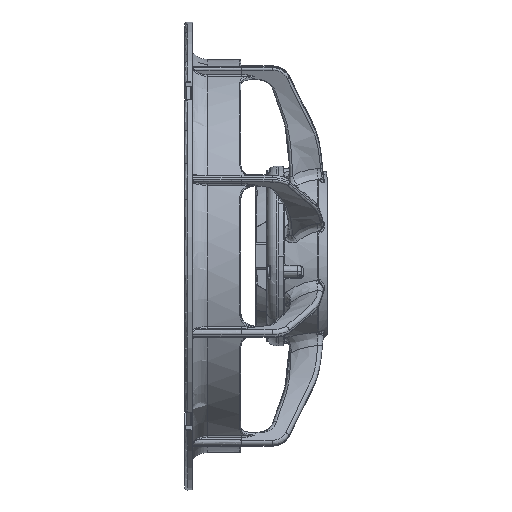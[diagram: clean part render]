
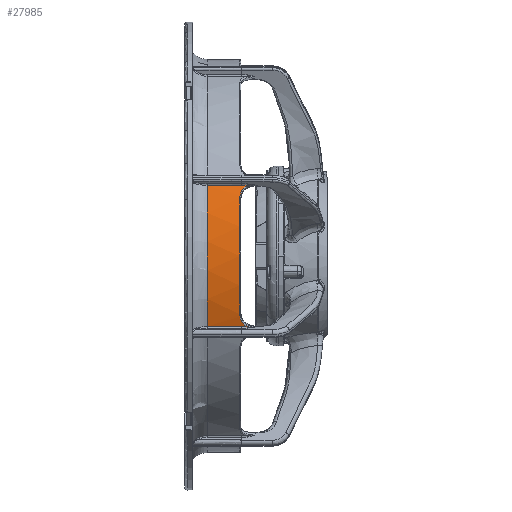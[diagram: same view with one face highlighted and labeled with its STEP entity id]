
A CAD part, left-side view. The second image highlights one B-rep face of the part: STEP entity #27985.
In plain terms, the highlighted cylindrical face has radius 104.925 mm (diameter 209.85 mm), a partial arc.
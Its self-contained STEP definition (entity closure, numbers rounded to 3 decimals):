
#2012 = CARTESIAN_POINT ( 'NONE',  ( -97.931, 5.582, -37.668 ) ) ;
#3532 = DIRECTION ( 'NONE',  ( 0., 0., -1. ) ) ;
#4873 = DIRECTION ( 'NONE',  ( 0., 1., 0. ) ) ;
#19177 = CARTESIAN_POINT ( 'NONE',  ( -97.923, 6.538, 37.687 ) ) ;
#21968 = CARTESIAN_POINT ( 'NONE',  ( -97.931, 5.582, -37.668 ) ) ;
#22569 = DIRECTION ( 'NONE',  ( 0., -1., 0. ) ) ;
#27985 = ADVANCED_FACE ( 'NONE', ( #182123 ), #98022, .T. ) ;
#30670 = CARTESIAN_POINT ( 'NONE',  ( -99.37, 9.015, -33.696 ) ) ;
#31709 = EDGE_CURVE ( 'NONE', #138581, #129573, #78667, .T. ) ;
#32608 = CARTESIAN_POINT ( 'NONE',  ( -99.372, 9.006, 33.689 ) ) ;
#33034 = CARTESIAN_POINT ( 'NONE',  ( -97.924, 8.6, 37.685 ) ) ;
#34062 = ORIENTED_EDGE ( 'NONE', *, *, #128127, .T. ) ;
#35927 = VECTOR ( 'NONE', #148872, 1000. ) ;
#36037 = CARTESIAN_POINT ( 'NONE',  ( 0., 9.45, 0. ) ) ;
#36695 = CARTESIAN_POINT ( 'NONE',  ( -97.923, 5.506, 37.687 ) ) ;
#38412 = CARTESIAN_POINT ( 'NONE',  ( -100.21, 9.45, -31.1 ) ) ;
#38596 = CARTESIAN_POINT ( 'NONE',  ( -97.923, 5.506, 37.687 ) ) ;
#39441 = CARTESIAN_POINT ( 'NONE',  ( -100.224, 9.45, 31.054 ) ) ;
#39835 = DIRECTION ( 'NONE',  ( 0., -1., 0. ) ) ;
#41034 = CARTESIAN_POINT ( 'NONE',  ( -97.924, 14.683, 37.685 ) ) ;
#43536 = EDGE_CURVE ( 'NONE', #50395, #163379, #167699, .T. ) ;
#45570 = CIRCLE ( 'NONE', #107702, 104.925 ) ;
#45835 = CARTESIAN_POINT ( 'NONE',  ( -100.21, 9.45, -31.1 ) ) ;
#48261 = EDGE_CURVE ( 'NONE', #119274, #138581, #174376, .T. ) ;
#50395 = VERTEX_POINT ( 'NONE', #38412 ) ;
#56367 = DIRECTION ( 'NONE',  ( 0., 0., -1. ) ) ;
#56396 = AXIS2_PLACEMENT_3D ( 'NONE', #73641, #39835, #56367 ) ;
#60369 = CARTESIAN_POINT ( 'NONE',  ( -98.062, 6.174, -37.327 ) ) ;
#64082 = CARTESIAN_POINT ( 'NONE',  ( -97.924, 7.569, 37.686 ) ) ;
#68725 = EDGE_CURVE ( 'NONE', #129573, #50395, #170966, .T. ) ;
#72888 = EDGE_CURVE ( 'NONE', #163379, #185234, #119719, .T. ) ;
#73641 = CARTESIAN_POINT ( 'NONE',  ( 0., 16.114, 0. ) ) ;
#74195 = EDGE_CURVE ( 'NONE', #198740, #119274, #45570, .T. ) ;
#75296 = EDGE_CURVE ( 'NONE', #185234, #186275, #156914, .T. ) ;
#78311 = CARTESIAN_POINT ( 'NONE',  ( -98.216, 6.71, -36.921 ) ) ;
#78667 = B_SPLINE_CURVE_WITH_KNOTS ( 'NONE', 3,
 ( #186689, #109293, #110662, #2012 ),
 .UNSPECIFIED., .F., .F.,
 ( 4, 4 ),
 ( 0., 1. ),
 .UNSPECIFIED. ) ;
#78862 = CARTESIAN_POINT ( 'NONE',  ( -99.803, 9.362, 32.39 ) ) ;
#81990 = CARTESIAN_POINT ( 'NONE',  ( -97.923, 5.506, 37.687 ) ) ;
#88910 = CARTESIAN_POINT ( 'NONE',  ( -97.924, 26.85, 37.685 ) ) ;
#89531 = CARTESIAN_POINT ( 'NONE',  ( -97.924, 26.85, 37.685 ) ) ;
#94770 = CARTESIAN_POINT ( 'NONE',  ( -98.56, 7.636, 35.993 ) ) ;
#98022 = CYLINDRICAL_SURFACE ( 'NONE', #56396, 104.925 ) ;
#104627 = ORIENTED_EDGE ( 'NONE', *, *, #74195, .T. ) ;
#106693 = ORIENTED_EDGE ( 'NONE', *, *, #48261, .T. ) ;
#107702 = AXIS2_PLACEMENT_3D ( 'NONE', #134579, #22569, #165662 ) ;
#109293 = CARTESIAN_POINT ( 'NONE',  ( -97.932, 7.593, -37.665 ) ) ;
#109787 = ORIENTED_EDGE ( 'NONE', *, *, #75296, .T. ) ;
#110662 = CARTESIAN_POINT ( 'NONE',  ( -97.931, 6.587, -37.666 ) ) ;
#110773 = CARTESIAN_POINT ( 'NONE',  ( -98.208, 6.656, 36.942 ) ) ;
#119274 = VERTEX_POINT ( 'NONE', #166303 ) ;
#119719 = B_SPLINE_CURVE_WITH_KNOTS ( 'NONE', 3,
 ( #188842, #173644, #78862, #32608, #128054, #189522, #94770, #110773, #142590, #36695 ),
 .UNSPECIFIED., .F., .F.,
 ( 4, 2, 2, 2, 4 ),
 ( 0., 0.25, 0.5, 0.75, 1. ),
 .UNSPECIFIED. ) ;
#124766 = CARTESIAN_POINT ( 'NONE',  ( -100.004, 9.45, -31.765 ) ) ;
#125439 = CARTESIAN_POINT ( 'NONE',  ( -97.931, 5.582, -37.668 ) ) ;
#128054 = CARTESIAN_POINT ( 'NONE',  ( -99.161, 8.745, 34.303 ) ) ;
#128127 = EDGE_CURVE ( 'NONE', #186275, #198740, #131791, .T. ) ;
#129573 = VERTEX_POINT ( 'NONE', #21968 ) ;
#131791 = B_SPLINE_CURVE_WITH_KNOTS ( 'NONE', 3,
 ( #199478, #41034, #135334, #88910 ),
 .UNSPECIFIED., .F., .F.,
 ( 4, 4 ),
 ( 0., 1. ),
 .UNSPECIFIED. ) ;
#134579 = CARTESIAN_POINT ( 'NONE',  ( 0., 26.85, 0. ) ) ;
#135334 = CARTESIAN_POINT ( 'NONE',  ( -97.924, 20.767, 37.685 ) ) ;
#138581 = VERTEX_POINT ( 'NONE', #152543 ) ;
#140664 = CARTESIAN_POINT ( 'NONE',  ( -98.756, 8.082, -35.453 ) ) ;
#142590 = CARTESIAN_POINT ( 'NONE',  ( -98.053, 6.11, 37.348 ) ) ;
#148872 = DIRECTION ( 'NONE',  ( 0., -1., 0. ) ) ;
#152543 = CARTESIAN_POINT ( 'NONE',  ( -97.932, 8.598, -37.664 ) ) ;
#155856 = CARTESIAN_POINT ( 'NONE',  ( -98.566, 7.672, -35.977 ) ) ;
#156541 = CARTESIAN_POINT ( 'NONE',  ( -99.161, 8.759, -34.304 ) ) ;
#156914 = B_SPLINE_CURVE_WITH_KNOTS ( 'NONE', 3,
 ( #81990, #19177, #64082, #33034 ),
 .UNSPECIFIED., .F., .F.,
 ( 4, 4 ),
 ( 0., 1. ),
 .UNSPECIFIED. ) ;
#161428 = ORIENTED_EDGE ( 'NONE', *, *, #31709, .T. ) ;
#161585 = ORIENTED_EDGE ( 'NONE', *, *, #43536, .T. ) ;
#163379 = VERTEX_POINT ( 'NONE', #39441 ) ;
#165662 = DIRECTION ( 'NONE',  ( 0., 0., -1. ) ) ;
#166303 = CARTESIAN_POINT ( 'NONE',  ( -97.932, 26.85, -37.664 ) ) ;
#167699 = CIRCLE ( 'NONE', #196645, 104.925 ) ;
#170966 = B_SPLINE_CURVE_WITH_KNOTS ( 'NONE', 3,
 ( #125439, #60369, #78311, #155856, #140664, #156541, #30670, #187610, #124766, #45835 ),
 .UNSPECIFIED., .F., .F.,
 ( 4, 2, 2, 2, 4 ),
 ( 0., 0.25, 0.5, 0.75, 1. ),
 .UNSPECIFIED. ) ;
#173644 = CARTESIAN_POINT ( 'NONE',  ( -100.015, 9.45, 31.729 ) ) ;
#174376 = LINE ( 'NONE', #176554, #35927 ) ;
#176554 = CARTESIAN_POINT ( 'NONE',  ( -97.932, 16.114, -37.664 ) ) ;
#181226 = EDGE_LOOP ( 'NONE', ( #109787, #34062, #104627, #106693, #161428, #185864, #161585, #191335 ) ) ;
#182123 = FACE_OUTER_BOUND ( 'NONE', #181226, .T. ) ;
#185234 = VERTEX_POINT ( 'NONE', #38596 ) ;
#185864 = ORIENTED_EDGE ( 'NONE', *, *, #68725, .T. ) ;
#186275 = VERTEX_POINT ( 'NONE', #202359 ) ;
#186689 = CARTESIAN_POINT ( 'NONE',  ( -97.932, 8.598, -37.664 ) ) ;
#187610 = CARTESIAN_POINT ( 'NONE',  ( -99.794, 9.363, -32.417 ) ) ;
#188842 = CARTESIAN_POINT ( 'NONE',  ( -100.224, 9.45, 31.054 ) ) ;
#189522 = CARTESIAN_POINT ( 'NONE',  ( -98.752, 8.055, 35.465 ) ) ;
#191335 = ORIENTED_EDGE ( 'NONE', *, *, #72888, .T. ) ;
#196645 = AXIS2_PLACEMENT_3D ( 'NONE', #36037, #4873, #3532 ) ;
#198740 = VERTEX_POINT ( 'NONE', #89531 ) ;
#199478 = CARTESIAN_POINT ( 'NONE',  ( -97.924, 8.6, 37.685 ) ) ;
#202359 = CARTESIAN_POINT ( 'NONE',  ( -97.924, 8.6, 37.685 ) ) ;
